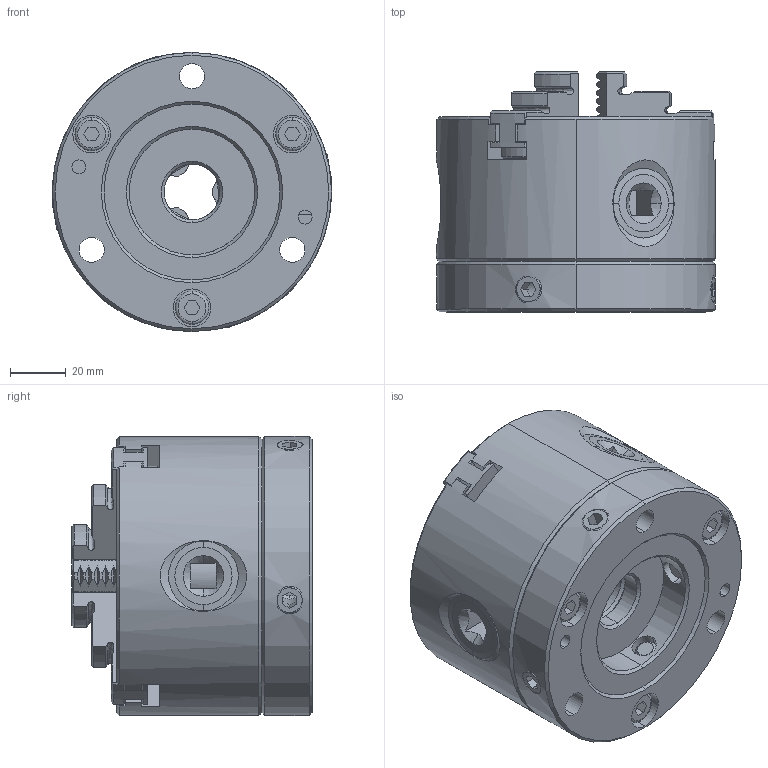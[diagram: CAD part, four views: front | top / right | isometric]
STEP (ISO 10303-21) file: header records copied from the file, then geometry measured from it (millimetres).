
FILE_DESCRIPTION (( 'STEP AP203' ), '1' );
FILE_NAME ('PA3-100.STEP', '2023-11-09T05:46:55', ( '' ), ( '' ), 'SwSTEP 2.0', 'SolidWorks 2021', '' );
FILE_SCHEMA (( 'CONFIG_CONTROL_DESIGN' ));
Length unit declared in the file: millimetre
Products named in the file (3): Jaw; z-part; PA3-100
Assembly tree (4 placements, depth 2):
  PA3-100
    z-part
    Jaw  x3
Bounding box: 100.06 x 86 x 100 mm (x, y, z)
Volume: 30294.2 mm3; surface area: 73753.5 mm2
Topology: 3 solids, 15 shells, 607 faces, 1631 edges, 1049 vertices
Faces by surface type: plane 307, cone 166, cylinder 114, torus 14, bspline 6
Entity records: 12139 total; most frequent: CARTESIAN_POINT 3355, DIRECTION 1735, ORIENTED_EDGE 1732, EDGE_CURVE 911, AXIS2_PLACEMENT_3D 633, VERTEX_POINT 589, VECTOR 469, LINE 469
